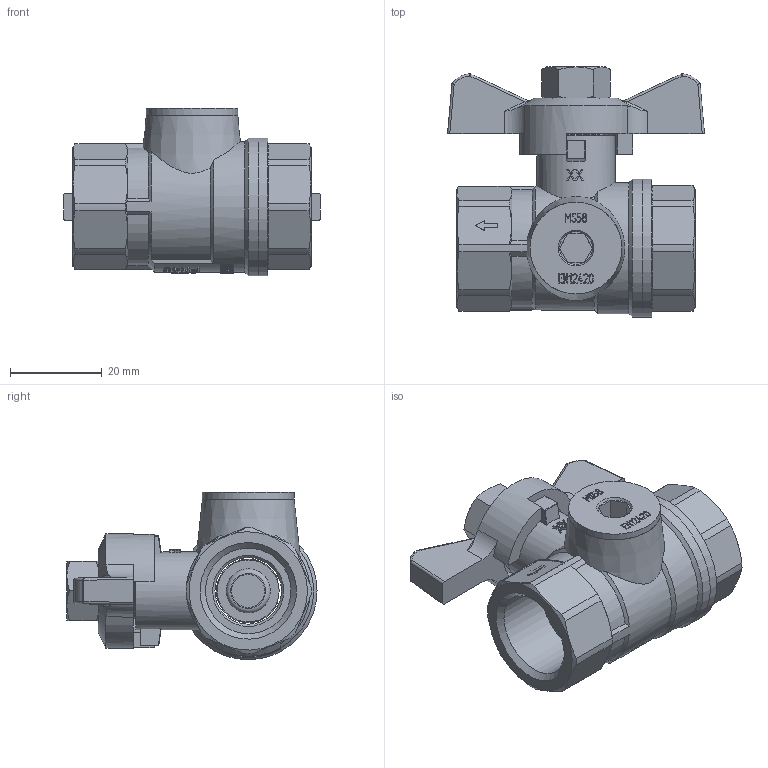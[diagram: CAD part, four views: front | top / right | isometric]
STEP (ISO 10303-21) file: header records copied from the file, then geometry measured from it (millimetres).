
FILE_DESCRIPTION(/* description */ ('Unknown'),/* implementation_level */ '2;1');
FILE_NAME(/* name */ '6060-04',/* time_stamp */ '2023-02-09T13:21:14+01:00',/* author */ ('Unknown'),/* organization */ ('Unknown'),/* preprocessor_version */ 'ST-DEVELOPER v16.7',/* originating_system */ 'Solid Edge',/* authorisation */ 'Unknown');
FILE_SCHEMA (('AUTOMOTIVE_DESIGN {1 0 10303 214 3 1 1}'));
Length unit declared in the file: millimetre
Products named in the file (15): 6060-1_2; Fl_gelgriff-1_4-3_4; 1; M8-1_2-3_4; 600-1_2-Spindel-co_oa_0; 600-1_2-Stopfbuchse; 600-1_2-Spindel; 600-04_Körper zus._oa_1; 600-1_2-Einschraubteil; 600-1_2-Sieb; 600-1_2-Speerring; 6060-04_Körper; 6060-1_2-Körper; Dichtung; 6060-04_Einschraubkappe
Assembly tree (14 placements, depth 4):
  6060-1_2
    Fl_gelgriff-1_4-3_4
      1
      M8-1_2-3_4
    600-1_2-Spindel-co_oa_0
      600-1_2-Stopfbuchse
      600-1_2-Spindel
    600-04_Körper zus._oa_1
      600-1_2-Einschraubteil
      600-1_2-Sieb
      600-1_2-Speerring
      6060-04_Körper
        6060-1_2-Körper
        Dichtung
        6060-04_Einschraubkappe
Bounding box: 56 x 54.5 x 36.5 mm (x, y, z)
Volume: 26113.9 mm3; surface area: 20675.4 mm2
Topology: 10 solids, 10 shells, 956 faces, 2570 edges, 1693 vertices
Faces by surface type: plane 733, cylinder 121, cone 53, bspline 35, sphere 11, torus 3
Full cylindrical faces by diameter (mm): 1 x2, 6.6 x1, 6.75 x1, 8.9 x2, 9.1 x1, 9.2 x1, 9.3 x1, 9.6 x1, 10.5 x1, 10.8 x1, 12 x1, 12.5 x1, 13.5 x1, 13.8 x1, 14 x2, 14.376 x2, 14.5 x2, 16 x2, 16.8 x1, 17 x2, 18.5 x1, 18.631 x2, 19.5 x2, 20 x1, 23.5 x1, 25 x1, 25.5 x1, 28.5 x1, 30 x2
Entity records: 39445 total; most frequent: CARTESIAN_POINT 9679, DIRECTION 5242, ORIENTED_EDGE 4942, EDGE_CURVE 2471, AXIS2_PLACEMENT_3D 2109, VERTEX_POINT 1668, EDGE_LOOP 1109, FACE_BOUND 1109
